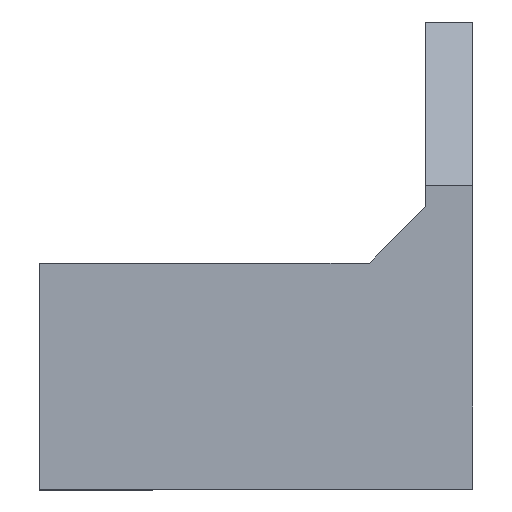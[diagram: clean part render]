
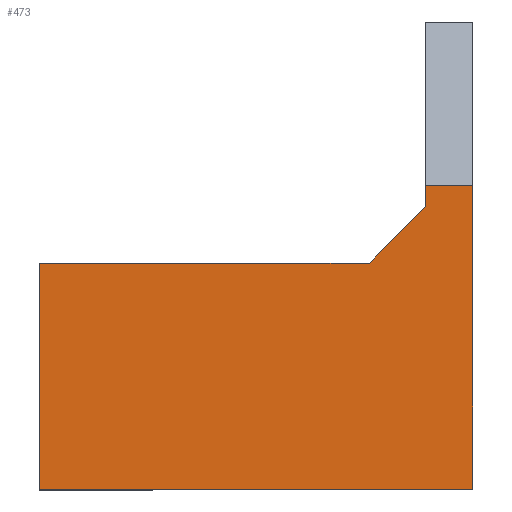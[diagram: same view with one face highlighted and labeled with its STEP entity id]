
A CAD part, top view. The second image highlights one B-rep face of the part: STEP entity #473.
In plain terms, the highlighted planar face has unit normal (0, 0, 1).
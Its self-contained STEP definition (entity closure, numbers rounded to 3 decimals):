
#53=FACE_OUTER_BOUND('',#81,.T.);
#81=EDGE_LOOP('',(#419,#420,#421,#422,#423,#424,#425));
#103=LINE('',#685,#159);
#108=LINE('',#693,#164);
#115=LINE('',#708,#171);
#126=LINE('',#735,#182);
#127=LINE('',#737,#183);
#128=LINE('',#740,#184);
#138=LINE('',#769,#194);
#159=VECTOR('',#557,10.);
#164=VECTOR('',#564,10.);
#171=VECTOR('',#573,10.);
#182=VECTOR('',#602,10.);
#183=VECTOR('',#605,10.);
#184=VECTOR('',#608,10.);
#194=VECTOR('',#630,10.);
#213=VERTEX_POINT('',#682);
#214=VERTEX_POINT('',#684);
#216=VERTEX_POINT('',#691);
#217=VERTEX_POINT('',#695);
#223=VERTEX_POINT('',#706);
#230=VERTEX_POINT('',#733);
#231=VERTEX_POINT('',#739);
#260=EDGE_CURVE('',#213,#214,#103,.T.);
#265=EDGE_CURVE('',#213,#216,#108,.T.);
#272=EDGE_CURVE('',#217,#223,#115,.T.);
#286=EDGE_CURVE('',#230,#216,#126,.T.);
#287=EDGE_CURVE('',#230,#217,#127,.T.);
#288=EDGE_CURVE('',#214,#231,#128,.T.);
#302=EDGE_CURVE('',#223,#231,#138,.T.);
#419=ORIENTED_EDGE('',*,*,#287,.T.);
#420=ORIENTED_EDGE('',*,*,#272,.T.);
#421=ORIENTED_EDGE('',*,*,#302,.T.);
#422=ORIENTED_EDGE('',*,*,#288,.F.);
#423=ORIENTED_EDGE('',*,*,#260,.F.);
#424=ORIENTED_EDGE('',*,*,#265,.T.);
#425=ORIENTED_EDGE('',*,*,#286,.F.);
#450=PLANE('',#517);
#473=ADVANCED_FACE('',(#53),#450,.T.);
#517=AXIS2_PLACEMENT_3D('',#770,#631,#632);
#557=DIRECTION('',(0.707,0.707,0.));
#564=DIRECTION('',(-1.,0.,0.));
#573=DIRECTION('',(0.,1.,0.));
#602=DIRECTION('',(0.,1.,0.));
#605=DIRECTION('',(1.,0.,0.));
#608=DIRECTION('',(0.,1.,0.));
#630=DIRECTION('',(-1.,0.,0.));
#631=DIRECTION('center_axis',(0.,0.,
1.));
#632=DIRECTION('ref_axis',(0.,1.,0.));
#682=CARTESIAN_POINT('',(22.097,28.939,150.203));
#684=CARTESIAN_POINT('',(25.097,31.939,150.203));
#685=CARTESIAN_POINT('',(17.005,23.847,150.203));
#691=CARTESIAN_POINT('',(4.597,28.939,150.203));
#693=CARTESIAN_POINT('',(25.097,28.939,150.203));
#695=CARTESIAN_POINT('',(27.597,16.939,150.203));
#706=CARTESIAN_POINT('',(27.597,33.062,150.203));
#708=CARTESIAN_POINT('',(27.597,0.073,150.203));
#733=CARTESIAN_POINT('',(4.597,16.939,150.203));
#735=CARTESIAN_POINT('',(4.597,28.939,150.203));
#737=CARTESIAN_POINT('',(26.347,16.939,150.203));
#739=CARTESIAN_POINT('',(25.097,33.062,150.203));
#740=CARTESIAN_POINT('',(25.097,0.073,150.203));
#769=CARTESIAN_POINT('',(27.597,33.062,150.203));
#770=CARTESIAN_POINT('Origin',(27.597,0.073,150.203));
